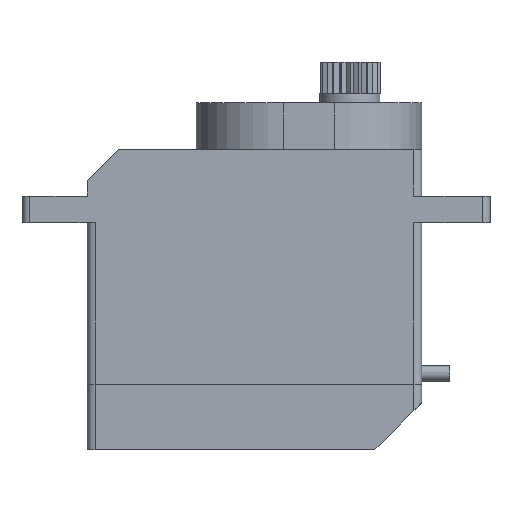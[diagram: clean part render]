
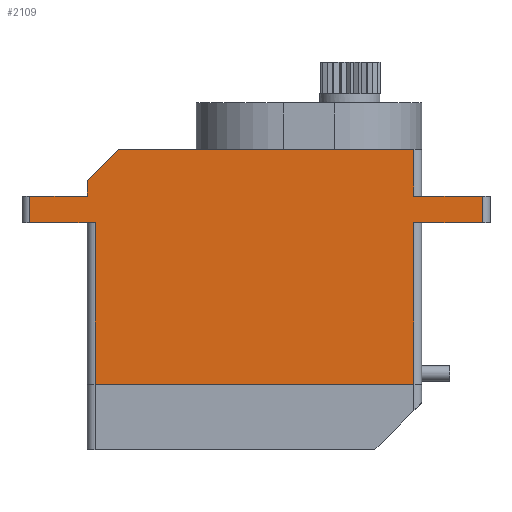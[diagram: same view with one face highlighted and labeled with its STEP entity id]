
A CAD part, front view. The second image highlights one B-rep face of the part: STEP entity #2109.
In plain terms, the highlighted planar face has unit normal (0, -1, 0).
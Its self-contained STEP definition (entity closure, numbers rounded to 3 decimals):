
#203=FACE_OUTER_BOUND('',#333,.T.);
#333=EDGE_LOOP('',(#1690,#1691,#1692,#1693,#1694,#1695,#1696,#1697,#1698,
#1699,#1700,#1701,#1702));
#532=LINE('',#3355,#761);
#537=LINE('',#3375,#766);
#538=LINE('',#3378,#767);
#542=LINE('',#3394,#771);
#543=LINE('',#3396,#772);
#544=LINE('',#3398,#773);
#545=LINE('',#3400,#774);
#546=LINE('',#3402,#775);
#547=LINE('',#3404,#776);
#548=LINE('',#3406,#777);
#549=LINE('',#3408,#778);
#550=LINE('',#3409,#779);
#551=LINE('',#3410,#780);
#761=VECTOR('',#2728,10.);
#766=VECTOR('',#2745,10.);
#767=VECTOR('',#2748,10.);
#771=VECTOR('',#2762,10.);
#772=VECTOR('',#2763,10.);
#773=VECTOR('',#2764,10.);
#774=VECTOR('',#2765,10.);
#775=VECTOR('',#2766,10.);
#776=VECTOR('',#2767,10.);
#777=VECTOR('',#2768,10.);
#778=VECTOR('',#2769,10.);
#779=VECTOR('',#2770,10.);
#780=VECTOR('',#2771,10.);
#945=VERTEX_POINT('',#3352);
#946=VERTEX_POINT('',#3354);
#952=VERTEX_POINT('',#3368);
#955=VERTEX_POINT('',#3373);
#956=VERTEX_POINT('',#3377);
#963=VERTEX_POINT('',#3393);
#964=VERTEX_POINT('',#3395);
#965=VERTEX_POINT('',#3397);
#966=VERTEX_POINT('',#3399);
#967=VERTEX_POINT('',#3401);
#968=VERTEX_POINT('',#3403);
#969=VERTEX_POINT('',#3405);
#970=VERTEX_POINT('',#3407);
#1202=EDGE_CURVE('',#945,#946,#532,.T.);
#1212=EDGE_CURVE('',#955,#952,#537,.T.);
#1213=EDGE_CURVE('',#952,#956,#538,.T.);
#1221=EDGE_CURVE('',#963,#955,#542,.T.);
#1222=EDGE_CURVE('',#964,#963,#543,.T.);
#1223=EDGE_CURVE('',#965,#964,#544,.T.);
#1224=EDGE_CURVE('',#966,#965,#545,.T.);
#1225=EDGE_CURVE('',#966,#967,#546,.T.);
#1226=EDGE_CURVE('',#968,#967,#547,.T.);
#1227=EDGE_CURVE('',#969,#968,#548,.T.);
#1228=EDGE_CURVE('',#970,#969,#549,.T.);
#1229=EDGE_CURVE('',#946,#970,#550,.T.);
#1230=EDGE_CURVE('',#956,#945,#551,.T.);
#1690=ORIENTED_EDGE('',*,*,#1212,.F.);
#1691=ORIENTED_EDGE('',*,*,#1221,.F.);
#1692=ORIENTED_EDGE('',*,*,#1222,.F.);
#1693=ORIENTED_EDGE('',*,*,#1223,.F.);
#1694=ORIENTED_EDGE('',*,*,#1224,.F.);
#1695=ORIENTED_EDGE('',*,*,#1225,.T.);
#1696=ORIENTED_EDGE('',*,*,#1226,.F.);
#1697=ORIENTED_EDGE('',*,*,#1227,.F.);
#1698=ORIENTED_EDGE('',*,*,#1228,.F.);
#1699=ORIENTED_EDGE('',*,*,#1229,.F.);
#1700=ORIENTED_EDGE('',*,*,#1202,.F.);
#1701=ORIENTED_EDGE('',*,*,#1230,.F.);
#1702=ORIENTED_EDGE('',*,*,#1213,.F.);
#2003=PLANE('',#2291);
#2109=ADVANCED_FACE('',(#203),#2003,.T.);
#2291=AXIS2_PLACEMENT_3D('',#3392,#2760,#2761);
#2728=DIRECTION('',(-1.,0.,0.));
#2745=DIRECTION('',(0.,0.,-1.));
#2748=DIRECTION('',(-1.,0.,0.));
#2760=DIRECTION('center_axis',(0.,-1.,0.));
#2761=DIRECTION('ref_axis',(-1.,0.,0.));
#2762=DIRECTION('',(1.,0.,0.));
#2763=DIRECTION('',(0.,0.,-1.));
#2764=DIRECTION('',(1.,0.,0.));
#2765=DIRECTION('',(0.707,0.,0.707));
#2766=DIRECTION('',(0.,0.,-1.));
#2767=DIRECTION('',(1.,0.,0.));
#2768=DIRECTION('',(0.,0.,1.));
#2769=DIRECTION('',(-1.,0.,0.));
#2770=DIRECTION('',(0.,0.,1.));
#2771=DIRECTION('',(0.,0.,-1.));
#3352=CARTESIAN_POINT('',(4.1,-5.9,-18.1));
#3354=CARTESIAN_POINT('',(-16.4,-5.9,-18.1));
#3355=CARTESIAN_POINT('',(-0.775,-5.9,-18.1));
#3368=CARTESIAN_POINT('',(8.5,-5.9,-7.7));
#3373=CARTESIAN_POINT('',(8.5,-5.9,-6.));
#3375=CARTESIAN_POINT('',(8.5,-5.9,-4.5));
#3377=CARTESIAN_POINT('',(4.1,-5.9,-7.7));
#3378=CARTESIAN_POINT('',(1.475,-5.9,-7.7));
#3392=CARTESIAN_POINT('Origin',(4.6,-5.9,-3.));
#3393=CARTESIAN_POINT('',(4.1,-5.9,-6.));
#3394=CARTESIAN_POINT('',(1.475,-5.9,-6.));
#3395=CARTESIAN_POINT('',(4.1,-5.9,-3.));
#3396=CARTESIAN_POINT('',(4.1,-5.9,-3.));
#3397=CARTESIAN_POINT('',(-14.9,-5.9,-3.));
#3398=CARTESIAN_POINT('',(-0.775,-5.9,-3.));
#3399=CARTESIAN_POINT('',(-16.9,-5.9,-5.));
#3400=CARTESIAN_POINT('',(-10.525,-5.9,1.375));
#3401=CARTESIAN_POINT('',(-16.9,-5.9,-6.));
#3402=CARTESIAN_POINT('',(-16.9,-5.9,-3.));
#3403=CARTESIAN_POINT('',(-20.6,-5.9,-6.));
#3404=CARTESIAN_POINT('',(1.475,-5.9,-6.));
#3405=CARTESIAN_POINT('',(-20.6,-5.9,-7.7));
#3406=CARTESIAN_POINT('',(-20.6,-5.9,-4.5));
#3407=CARTESIAN_POINT('',(-16.4,-5.9,-7.7));
#3408=CARTESIAN_POINT('',(1.475,-5.9,-7.7));
#3409=CARTESIAN_POINT('',(-16.4,-5.9,-5.35));
#3410=CARTESIAN_POINT('',(4.1,-5.9,-5.35));
